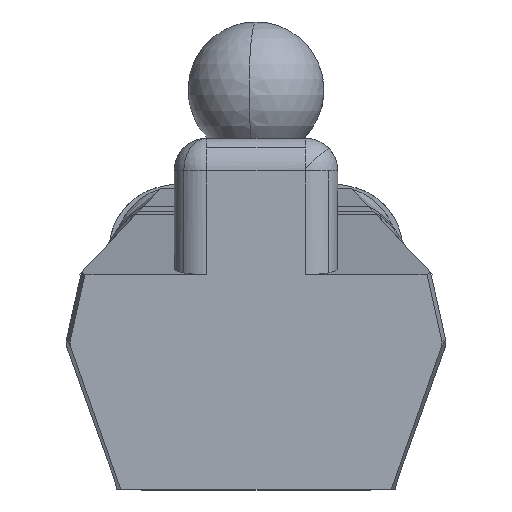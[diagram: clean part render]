
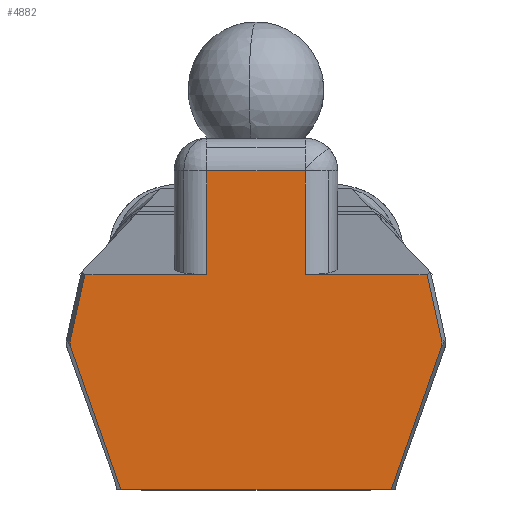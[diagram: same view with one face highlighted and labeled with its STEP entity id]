
A CAD part, left-side view. The second image highlights one B-rep face of the part: STEP entity #4882.
In plain terms, the highlighted face is planar.
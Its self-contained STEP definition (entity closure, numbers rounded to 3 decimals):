
#4393=CARTESIAN_POINT('Vertex',(26.094,-439.807,636.61)) ;
#4540=CARTESIAN_POINT('Vertex',(7.819,-260.737,636.61)) ;
#4543=CARTESIAN_POINT('Line Origine',(24.571,-424.885,636.61)) ;
#4568=CARTESIAN_POINT('Line Origine',(26.094,-439.807,513.811)) ;
#4572=CARTESIAN_POINT('Vertex',(26.094,-439.807,446.61)) ;
#4795=CARTESIAN_POINT('Axis2P3D Location',(16.956,-350.272,581.011)) ;
#4800=CARTESIAN_POINT('Line Origine',(-3.538,-149.452,446.61)) ;
#4804=CARTESIAN_POINT('Vertex',(-14.895,-38.166,446.61)) ;
#4806=CARTESIAN_POINT('Vertex',(7.819,-260.737,446.61)) ;
#4809=CARTESIAN_POINT('Line Origine',(-16.242,-24.963,386.593)) ;
#4813=CARTESIAN_POINT('Vertex',(-17.589,-11.759,326.575)) ;
#4816=CARTESIAN_POINT('Line Origine',(-17.589,-11.759,321.018)) ;
#4820=CARTESIAN_POINT('Vertex',(-17.589,-11.759,315.46)) ;
#4823=CARTESIAN_POINT('Line Origine',(-12.905,-57.662,183.45)) ;
#4827=CARTESIAN_POINT('Vertex',(-8.22,-103.565,51.44)) ;
#4830=CARTESIAN_POINT('Line Origine',(16.956,-350.272,51.44)) ;
#4834=CARTESIAN_POINT('Vertex',(42.133,-596.979,51.44)) ;
#4837=CARTESIAN_POINT('Line Origine',(46.818,-642.882,183.45)) ;
#4841=CARTESIAN_POINT('Vertex',(51.502,-688.785,315.46)) ;
#4844=CARTESIAN_POINT('Line Origine',(51.502,-688.785,321.018)) ;
#4848=CARTESIAN_POINT('Vertex',(51.502,-688.785,326.575)) ;
#4851=CARTESIAN_POINT('Line Origine',(50.155,-675.581,386.593)) ;
#4855=CARTESIAN_POINT('Vertex',(48.807,-662.378,446.61)) ;
#4858=CARTESIAN_POINT('Line Origine',(37.45,-551.092,446.61)) ;
#4863=CARTESIAN_POINT('Line Origine',(7.819,-260.737,541.61)) ;
#4544=DIRECTION('Vector Direction',(-0.102,0.995,0.)) ;
#4569=DIRECTION('Vector Direction',(0.,0.,1.)) ;
#4796=DIRECTION('Axis2P3D Direction',(0.995,0.102,0.)) ;
#4797=DIRECTION('Axis2P3D XDirection',(0.,0.,-1.)) ;
#4801=DIRECTION('Vector Direction',(0.102,-0.995,0.)) ;
#4810=DIRECTION('Vector Direction',(0.022,-0.215,0.976)) ;
#4817=DIRECTION('Vector Direction',(0.,0.,1.)) ;
#4824=DIRECTION('Vector Direction',(-0.033,0.328,0.944)) ;
#4831=DIRECTION('Vector Direction',(-0.102,0.995,0.)) ;
#4838=DIRECTION('Vector Direction',(-0.033,0.328,-0.944)) ;
#4845=DIRECTION('Vector Direction',(0.,0.,-1.)) ;
#4852=DIRECTION('Vector Direction',(0.022,-0.215,-0.976)) ;
#4859=DIRECTION('Vector Direction',(0.102,-0.995,0.)) ;
#4864=DIRECTION('Vector Direction',(0.,0.,1.)) ;
#4798=AXIS2_PLACEMENT_3D('Plane Axis2P3D',#4795,#4796,#4797) ;
#4869=ORIENTED_EDGE('',*,*,#4808,.F.) ;
#4870=ORIENTED_EDGE('',*,*,#4815,.F.) ;
#4871=ORIENTED_EDGE('',*,*,#4822,.F.) ;
#4872=ORIENTED_EDGE('',*,*,#4829,.F.) ;
#4873=ORIENTED_EDGE('',*,*,#4836,.F.) ;
#4874=ORIENTED_EDGE('',*,*,#4843,.F.) ;
#4875=ORIENTED_EDGE('',*,*,#4850,.F.) ;
#4876=ORIENTED_EDGE('',*,*,#4857,.F.) ;
#4877=ORIENTED_EDGE('',*,*,#4862,.F.) ;
#4878=ORIENTED_EDGE('',*,*,#4574,.F.) ;
#4879=ORIENTED_EDGE('',*,*,#4547,.F.) ;
#4880=ORIENTED_EDGE('',*,*,#4867,.F.) ;
#4545=VECTOR('Line Direction',#4544,1.) ;
#4570=VECTOR('Line Direction',#4569,1.) ;
#4802=VECTOR('Line Direction',#4801,1.) ;
#4811=VECTOR('Line Direction',#4810,1.) ;
#4818=VECTOR('Line Direction',#4817,1.) ;
#4825=VECTOR('Line Direction',#4824,1.) ;
#4832=VECTOR('Line Direction',#4831,1.) ;
#4839=VECTOR('Line Direction',#4838,1.) ;
#4846=VECTOR('Line Direction',#4845,1.) ;
#4853=VECTOR('Line Direction',#4852,1.) ;
#4860=VECTOR('Line Direction',#4859,1.) ;
#4865=VECTOR('Line Direction',#4864,1.) ;
#4882=ADVANCED_FACE('',(#4881),#4799,.F.) ;
#4547=EDGE_CURVE('',#4541,#4394,#4546,.F.) ;
#4574=EDGE_CURVE('',#4394,#4573,#4571,.F.) ;
#4808=EDGE_CURVE('',#4805,#4807,#4803,.T.) ;
#4815=EDGE_CURVE('',#4814,#4805,#4812,.T.) ;
#4822=EDGE_CURVE('',#4821,#4814,#4819,.T.) ;
#4829=EDGE_CURVE('',#4828,#4821,#4826,.T.) ;
#4836=EDGE_CURVE('',#4835,#4828,#4833,.T.) ;
#4843=EDGE_CURVE('',#4842,#4835,#4840,.T.) ;
#4850=EDGE_CURVE('',#4849,#4842,#4847,.T.) ;
#4857=EDGE_CURVE('',#4856,#4849,#4854,.T.) ;
#4862=EDGE_CURVE('',#4573,#4856,#4861,.T.) ;
#4867=EDGE_CURVE('',#4807,#4541,#4866,.T.) ;
#4868=EDGE_LOOP('',(#4869,#4870,#4871,#4872,#4873,#4874,#4875,#4876,#4877,#4878,#4879,#4880)) ;
#4881=FACE_OUTER_BOUND('',#4868,.T.) ;
#4546=LINE('Line',#4543,#4545) ;
#4571=LINE('Line',#4568,#4570) ;
#4803=LINE('Line',#4800,#4802) ;
#4812=LINE('Line',#4809,#4811) ;
#4819=LINE('Line',#4816,#4818) ;
#4826=LINE('Line',#4823,#4825) ;
#4833=LINE('Line',#4830,#4832) ;
#4840=LINE('Line',#4837,#4839) ;
#4847=LINE('Line',#4844,#4846) ;
#4854=LINE('Line',#4851,#4853) ;
#4861=LINE('Line',#4858,#4860) ;
#4866=LINE('Line',#4863,#4865) ;
#4799=PLANE('Plane',#4798) ;
#4394=VERTEX_POINT('',#4393) ;
#4541=VERTEX_POINT('',#4540) ;
#4573=VERTEX_POINT('',#4572) ;
#4805=VERTEX_POINT('',#4804) ;
#4807=VERTEX_POINT('',#4806) ;
#4814=VERTEX_POINT('',#4813) ;
#4821=VERTEX_POINT('',#4820) ;
#4828=VERTEX_POINT('',#4827) ;
#4835=VERTEX_POINT('',#4834) ;
#4842=VERTEX_POINT('',#4841) ;
#4849=VERTEX_POINT('',#4848) ;
#4856=VERTEX_POINT('',#4855) ;
